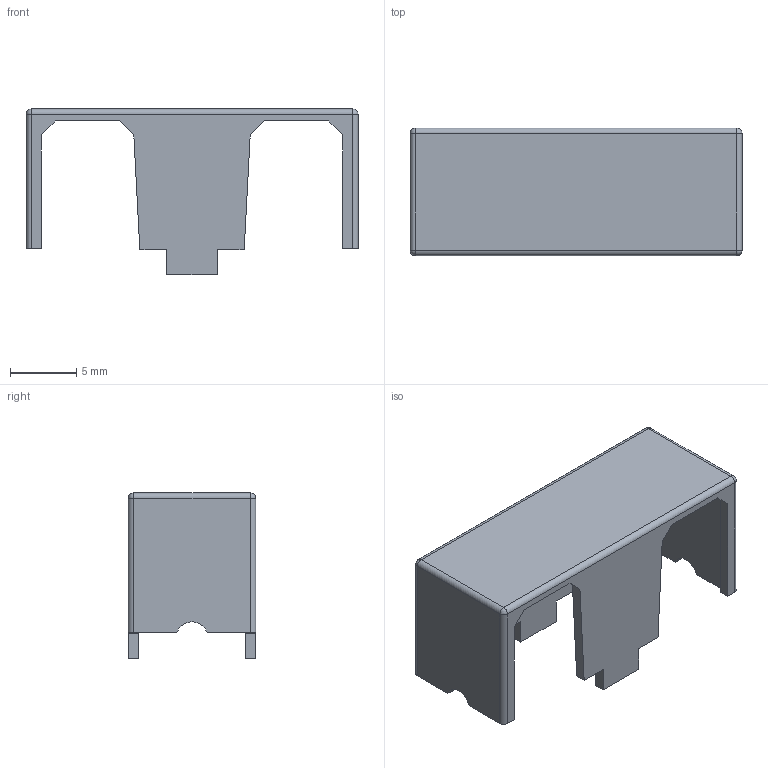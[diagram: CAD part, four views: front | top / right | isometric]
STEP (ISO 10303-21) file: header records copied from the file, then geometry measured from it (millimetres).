
FILE_DESCRIPTION((''),'2;1');
FILE_NAME('FUSHC_SCHURTER_0853.0551.stp','2013-03-06T17:09:26',(''),(''),'Mechanical Desktop 2011','Mechanical Desktop 2011',', , ');
FILE_SCHEMA(('AUTOMOTIVE_DESIGN { 1 2 10303 214 1 1 1 1 }'));
Length unit declared in the file: millimetre
Products named in the file (1): Product
Bounding box: 25 x 9.6 x 12.5 mm (x, y, z)
Volume: 513.2 mm3; surface area: 1338.9 mm2
Topology: 1 solids, 1 shells, 58 faces, 160 edges, 100 vertices
Faces by surface type: plane 44, cylinder 9, sphere 4, bspline 1
Entity records: 1842 total; most frequent: CARTESIAN_POINT 332, ORIENTED_EDGE 312, DIRECTION 292, EDGE_CURVE 156, VECTOR 136, LINE 136, VERTEX_POINT 100, AXIS2_PLACEMENT_3D 78
